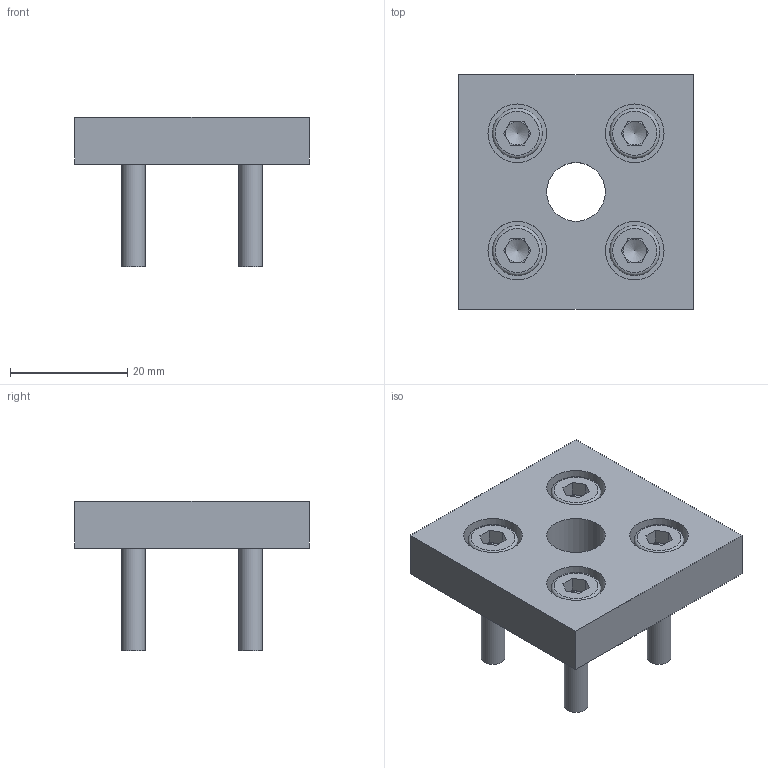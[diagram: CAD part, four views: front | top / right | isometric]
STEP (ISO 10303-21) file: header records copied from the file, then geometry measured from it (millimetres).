
FILE_DESCRIPTION(/* description */ (''),/* implementation_level */ '2;1');
FILE_NAME(/* name */ '146105',/* time_stamp */ '2014-10-06T09:59:35+02:00',/* author */ (''),/* organization */ (''),/* preprocessor_version */ 'ST-DEVELOPER v14',/* originating_system */ 'HiCAD 2013 1802.4 Build 509',/* authorisation */ '');
FILE_SCHEMA (('AUTOMOTIVE_DESIGN { 1 0 10303 214 1 1 1 1 }'));
Length unit declared in the file: millimetre
Products named in the file (6): Root; 146105Voetplaat 40x40 M10BOIKON; 900058Cil. inbusbout DIN 912 EV M5 x 20BOIKON0
Assembly tree (5 placements, depth 3):
  Root
    146105Voetplaat 40x40 M10BOIKON
      900058Cil. inbusbout DIN 912 EV M5 x 20BOIKON0
      900058Cil. inbusbout DIN 912 EV M5 x 20BOIKON0
      900058Cil. inbusbout DIN 912 EV M5 x 20BOIKON0
      900058Cil. inbusbout DIN 912 EV M5 x 20BOIKON0
Bounding box: 40 x 40 x 25.5 mm (x, y, z)
Volume: 12246.2 mm3; surface area: 7372.5 mm2
Topology: 5 solids, 5 shells, 103 faces, 240 edges, 156 vertices
Faces by surface type: plane 70, cylinder 21, cone 8, torus 4
Full cylindrical faces by diameter (mm): 4.019 x4, 5 x4, 5.5 x4, 8.5 x4, 10 x5
Entity records: 4445 total; most frequent: DIRECTION 474, CARTESIAN_POINT 422, PRESENTATION_STYLE_ASSIGNMENT 361, COLOUR_RGB 358, DRAUGHTING_PRE_DEFINED_CURVE_FONT 356, CURVE_STYLE 356, OVER_RIDING_STYLED_ITEM 356, ORIENTED_EDGE 356
